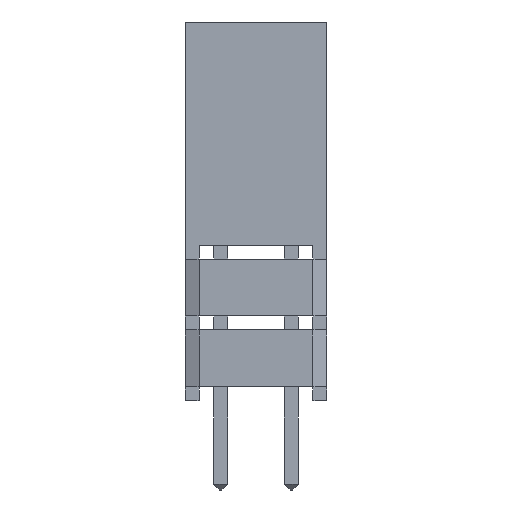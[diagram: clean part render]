
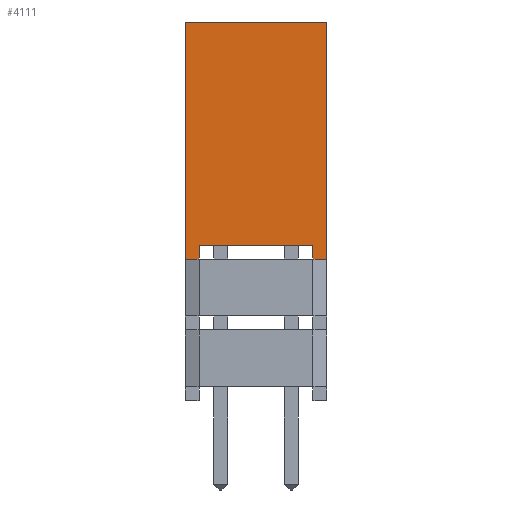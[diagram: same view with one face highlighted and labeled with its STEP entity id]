
A CAD part, left-side view. The second image highlights one B-rep face of the part: STEP entity #4111.
In plain terms, the highlighted planar face has unit normal (-1, 0, 0).
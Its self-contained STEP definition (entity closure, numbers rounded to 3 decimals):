
#2222 = VERTEX_POINT('',#2223);
#2223 = CARTESIAN_POINT('',(-1.27,-0.77,5.08));
#2268 = VERTEX_POINT('',#2269);
#2269 = CARTESIAN_POINT('',(-1.27,-1.27,5.08));
#2275 = EDGE_CURVE('',#2268,#2276,#2278,.T.);
#2276 = VERTEX_POINT('',#2277);
#2277 = CARTESIAN_POINT('',(-1.27,-1.27,13.58));
#2278 = LINE('',#2279,#2280);
#2279 = CARTESIAN_POINT('',(-1.27,-1.27,5.08));
#2280 = VECTOR('',#2281,1.);
#2281 = DIRECTION('',(0.,0.,1.));
#2589 = VERTEX_POINT('',#2590);
#2590 = CARTESIAN_POINT('',(-1.27,3.31,5.08));
#2652 = VERTEX_POINT('',#2653);
#2653 = CARTESIAN_POINT('',(-1.27,3.81,5.08));
#2659 = EDGE_CURVE('',#2652,#2660,#2662,.T.);
#2660 = VERTEX_POINT('',#2661);
#2661 = CARTESIAN_POINT('',(-1.27,3.81,13.58));
#2662 = LINE('',#2663,#2664);
#2663 = CARTESIAN_POINT('',(-1.27,3.81,5.08));
#2664 = VECTOR('',#2665,1.);
#2665 = DIRECTION('',(0.,0.,1.));
#4071 = EDGE_CURVE('',#2268,#2222,#4072,.T.);
#4072 = LINE('',#4073,#4074);
#4073 = CARTESIAN_POINT('',(-1.27,-1.27,5.08));
#4074 = VECTOR('',#4075,1.);
#4075 = DIRECTION('',(0.,1.,0.));
#4111 = ADVANCED_FACE('',(#4112),#4151,.F.);
#4112 = FACE_BOUND('',#4113,.F.);
#4113 = EDGE_LOOP('',(#4114,#4120,#4121,#4122,#4130,#4138,#4144,#4150));
#4114 = ORIENTED_EDGE('',*,*,#4115,.F.);
#4115 = EDGE_CURVE('',#2276,#2660,#4116,.T.);
#4116 = LINE('',#4117,#4118);
#4117 = CARTESIAN_POINT('',(-1.27,-1.27,13.58));
#4118 = VECTOR('',#4119,1.);
#4119 = DIRECTION('',(0.,1.,0.));
#4120 = ORIENTED_EDGE('',*,*,#2275,.F.);
#4121 = ORIENTED_EDGE('',*,*,#4071,.T.);
#4122 = ORIENTED_EDGE('',*,*,#4123,.T.);
#4123 = EDGE_CURVE('',#2222,#4124,#4126,.T.);
#4124 = VERTEX_POINT('',#4125);
#4125 = CARTESIAN_POINT('',(-1.27,-0.77,5.58));
#4126 = LINE('',#4127,#4128);
#4127 = CARTESIAN_POINT('',(-1.27,-0.77,5.08));
#4128 = VECTOR('',#4129,1.);
#4129 = DIRECTION('',(0.,0.,1.));
#4130 = ORIENTED_EDGE('',*,*,#4131,.T.);
#4131 = EDGE_CURVE('',#4124,#4132,#4134,.T.);
#4132 = VERTEX_POINT('',#4133);
#4133 = CARTESIAN_POINT('',(-1.27,3.31,5.58));
#4134 = LINE('',#4135,#4136);
#4135 = CARTESIAN_POINT('',(-1.27,-0.77,5.58));
#4136 = VECTOR('',#4137,1.);
#4137 = DIRECTION('',(0.,1.,0.));
#4138 = ORIENTED_EDGE('',*,*,#4139,.F.);
#4139 = EDGE_CURVE('',#2589,#4132,#4140,.T.);
#4140 = LINE('',#4141,#4142);
#4141 = CARTESIAN_POINT('',(-1.27,3.31,5.08));
#4142 = VECTOR('',#4143,1.);
#4143 = DIRECTION('',(0.,0.,1.));
#4144 = ORIENTED_EDGE('',*,*,#4145,.T.);
#4145 = EDGE_CURVE('',#2589,#2652,#4146,.T.);
#4146 = LINE('',#4147,#4148);
#4147 = CARTESIAN_POINT('',(-1.27,-1.27,5.08));
#4148 = VECTOR('',#4149,1.);
#4149 = DIRECTION('',(0.,1.,0.));
#4150 = ORIENTED_EDGE('',*,*,#2659,.T.);
#4151 = PLANE('',#4152);
#4152 = AXIS2_PLACEMENT_3D('',#4153,#4154,#4155);
#4153 = CARTESIAN_POINT('',(-1.27,-1.27,5.08));
#4154 = DIRECTION('',(1.,0.,0.));
#4155 = DIRECTION('',(0.,0.,1.));
